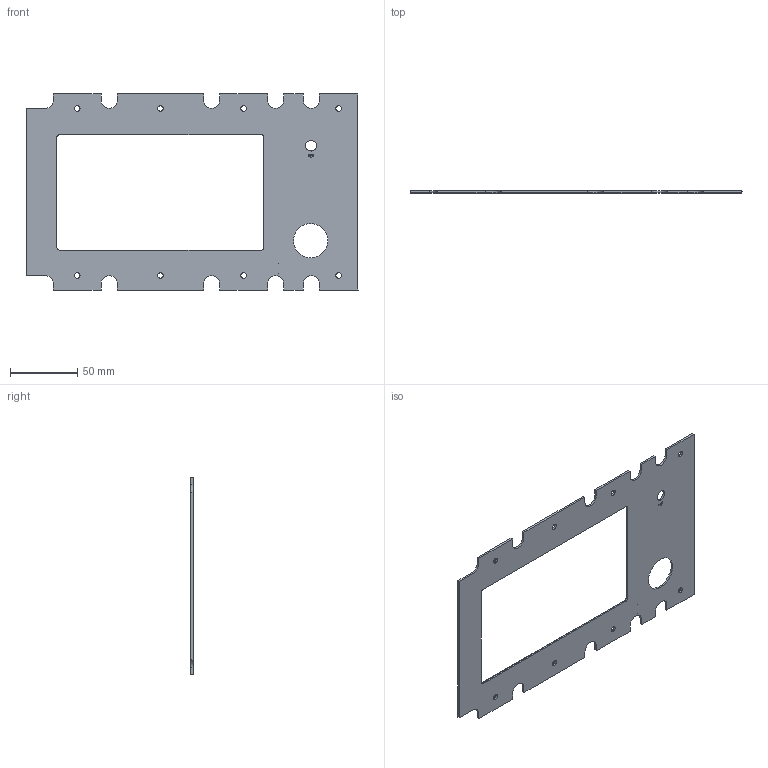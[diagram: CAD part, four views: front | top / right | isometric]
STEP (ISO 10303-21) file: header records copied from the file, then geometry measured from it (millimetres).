
FILE_DESCRIPTION(/* description */ (''),/* implementation_level */ '2;1');
FILE_NAME(/* name */ '7.0-Bezel_ROWMARK v2.step',/* time_stamp */ '2022-05-11T19:36:30+10:00',/* author */ (''),/* organization */ (''),/* preprocessor_version */ 'ST-DEVELOPER v18.1',/* originating_system */ 'Autodesk Translation Framework v10.14.0.1471',/* authorisation */ '');
FILE_SCHEMA (('AUTOMOTIVE_DESIGN { 1 0 10303 214 3 1 1 }'));
Length unit declared in the file: millimetre
Products named in the file (1): 7.0-Bezel_ROWMARK
Bounding box: 247 x 1.6 x 146.05 mm (x, y, z)
Volume: 33289.6 mm3; surface area: 44147.6 mm2
Topology: 1 solids, 1 shells, 87 faces, 240 edges, 156 vertices
Faces by surface type: plane 54, cylinder 29, torus 4
Full cylindrical faces by diameter (mm): 4.2 x8, 8 x1, 25.5 x1
Entity records: 2834 total; most frequent: CARTESIAN_POINT 484, DIRECTION 482, ORIENTED_EDGE 480, EDGE_CURVE 240, LINE 174, VECTOR 174, VERTEX_POINT 156, AXIS2_PLACEMENT_3D 154
